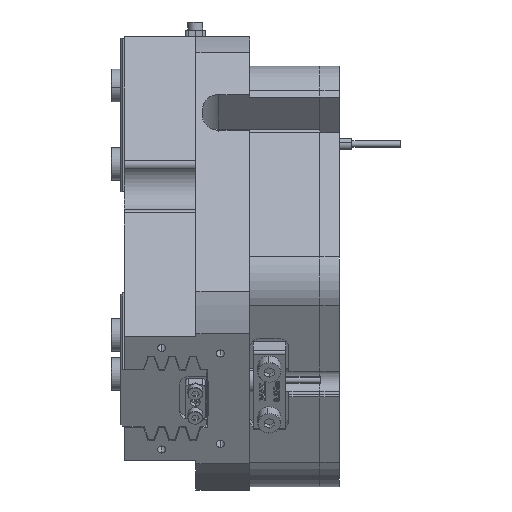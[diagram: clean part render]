
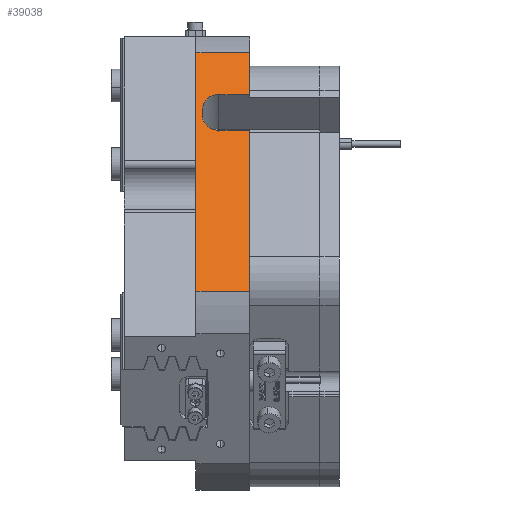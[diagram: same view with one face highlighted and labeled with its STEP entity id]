
A CAD part, left-side view. The second image highlights one B-rep face of the part: STEP entity #39038.
In plain terms, the highlighted planar face has unit normal (-0.866, 0, 0.5).
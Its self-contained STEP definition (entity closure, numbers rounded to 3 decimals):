
#1436 = CARTESIAN_POINT ( 'NONE',  ( -56.292, 38., 32.5 ) ) ;
#1497 = PLANE ( 'NONE',  #23962 ) ;
#3928 = DIRECTION ( 'NONE',  ( -0.5, 0., -0.866 ) ) ;
#4034 = EDGE_CURVE ( 'NONE', #15411, #52175, #9251, .T. ) ;
#4117 = VERTEX_POINT ( 'NONE', #12123 ) ;
#4707 = VECTOR ( 'NONE', #3928, 1000. ) ;
#7587 = CARTESIAN_POINT ( 'NONE',  ( -42.577, -388.642, 56.254 ) ) ;
#9251 =( BOUNDED_CURVE ( )  B_SPLINE_CURVE ( 3, ( #46666, #38222, #47040, #51268 ),
 .UNSPECIFIED., .F., .T. ) 
 B_SPLINE_CURVE_WITH_KNOTS ( ( 4, 4 ),
 ( 1.571, 3.142 ),
 .UNSPECIFIED. ) 
 CURVE ( )  GEOMETRIC_REPRESENTATION_ITEM ( )  RATIONAL_B_SPLINE_CURVE ( ( 1., 0.805, 0.805, 1. ) ) 
 REPRESENTATION_ITEM ( '' )  );
#9301 = VECTOR ( 'NONE', #11438, 1000. ) ;
#9544 = VECTOR ( 'NONE', #45041, 1000. ) ;
#9570 = ORIENTED_EDGE ( 'NONE', *, *, #33477, .F. ) ;
#10198 = EDGE_CURVE ( 'NONE', #36946, #28176, #33130, .T. ) ;
#11213 = DIRECTION ( 'NONE',  ( 0., 1., 0. ) ) ;
#11438 = DIRECTION ( 'NONE',  ( 0., -1., 0. ) ) ;
#12012 = VERTEX_POINT ( 'NONE', #26347 ) ;
#12123 = CARTESIAN_POINT ( 'NONE',  ( -48.886, 21.5, 45.327 ) ) ;
#12277 = LINE ( 'NONE', #21524, #4707 ) ;
#12782 = LINE ( 'NONE', #19376, #42245 ) ;
#13409 = LINE ( 'NONE', #45747, #40887 ) ;
#13882 = EDGE_CURVE ( 'NONE', #40005, #25537, #12277, .T. ) ;
#15411 = VERTEX_POINT ( 'NONE', #44817 ) ;
#15630 = CARTESIAN_POINT ( 'NONE',  ( -48.886, 31., 45.327 ) ) ;
#16528 = CARTESIAN_POINT ( 'NONE',  ( -48.886, 31., 45.327 ) ) ;
#16791 = CARTESIAN_POINT ( 'NONE',  ( -77.394, 21.5, -4.05 ) ) ;
#18070 = ORIENTED_EDGE ( 'NONE', *, *, #4034, .T. ) ;
#18990 = EDGE_CURVE ( 'NONE', #4117, #20302, #12782, .T. ) ;
#19376 = CARTESIAN_POINT ( 'NONE',  ( 0., 21.5, 130. ) ) ;
#19654 = CARTESIAN_POINT ( 'NONE',  ( -46.257, 36., 49.88 ) ) ;
#20302 = VERTEX_POINT ( 'NONE', #16791 ) ;
#20538 = LINE ( 'NONE', #7587, #43308 ) ;
#20891 = LINE ( 'NONE', #37705, #9301 ) ;
#21211 = EDGE_CURVE ( 'NONE', #36946, #4117, #55850, .T. ) ;
#21524 = CARTESIAN_POINT ( 'NONE',  ( 0., 21.5, 130. ) ) ;
#22612 = DIRECTION ( 'NONE',  ( -0.5, 0., -0.866 ) ) ;
#23962 = AXIS2_PLACEMENT_3D ( 'NONE', #45275, #41225, #40478 ) ;
#24112 = LINE ( 'NONE', #48223, #41998 ) ;
#24507 = ORIENTED_EDGE ( 'NONE', *, *, #41021, .F. ) ;
#25537 = VERTEX_POINT ( 'NONE', #54881 ) ;
#26196 = FACE_OUTER_BOUND ( 'NONE', #39734, .T. ) ;
#26347 = CARTESIAN_POINT ( 'NONE',  ( -77.394, 38., -4.05 ) ) ;
#28176 = VERTEX_POINT ( 'NONE', #19654 ) ;
#28894 = CARTESIAN_POINT ( 'NONE',  ( -48.886, -388.642, 45.327 ) ) ;
#30626 = EDGE_CURVE ( 'NONE', #12012, #20302, #20891, .T. ) ;
#31814 = VECTOR ( 'NONE', #50451, 1000. ) ;
#31815 = CARTESIAN_POINT ( 'NONE',  ( -35.189, 38., 69.05 ) ) ;
#33130 =( BOUNDED_CURVE ( )  B_SPLINE_CURVE ( 3, ( #15630, #50950, #38100, #37321 ),
 .UNSPECIFIED., .F., .F. ) 
 B_SPLINE_CURVE_WITH_KNOTS ( ( 4, 4 ),
 ( 3.142, 4.712 ),
 .UNSPECIFIED. ) 
 CURVE ( )  GEOMETRIC_REPRESENTATION_ITEM ( )  RATIONAL_B_SPLINE_CURVE ( ( 1., 0.805, 0.805, 1. ) ) 
 REPRESENTATION_ITEM ( '' )  );
#33477 = EDGE_CURVE ( 'NONE', #25537, #52175, #20538, .T. ) ;
#35054 = VERTEX_POINT ( 'NONE', #31815 ) ;
#36789 = EDGE_CURVE ( 'NONE', #40005, #35054, #13409, .T. ) ;
#36946 = VERTEX_POINT ( 'NONE', #16528 ) ;
#37321 = CARTESIAN_POINT ( 'NONE',  ( -46.257, 36., 49.88 ) ) ;
#37705 = CARTESIAN_POINT ( 'NONE',  ( -77.394, 60., -4.05 ) ) ;
#38100 = CARTESIAN_POINT ( 'NONE',  ( -47.797, 36., 47.213 ) ) ;
#38222 = CARTESIAN_POINT ( 'NONE',  ( -43.666, 36., 54.368 ) ) ;
#39038 = ADVANCED_FACE ( 'NONE', ( #26196 ), #1497, .T. ) ;
#39734 = EDGE_LOOP ( 'NONE', ( #9570, #45156, #54169, #24507, #41254, #43652, #44855, #46841, #39988, #18070 ) ) ;
#39988 = ORIENTED_EDGE ( 'NONE', *, *, #46939, .F. ) ;
#40005 = VERTEX_POINT ( 'NONE', #41668 ) ;
#40478 = DIRECTION ( 'NONE',  ( 0.5, 0., 0.866 ) ) ;
#40887 = VECTOR ( 'NONE', #11213, 1000. ) ;
#41021 = EDGE_CURVE ( 'NONE', #12012, #35054, #42533, .T. ) ;
#41225 = DIRECTION ( 'NONE',  ( -0.866, 0., 0.5 ) ) ;
#41254 = ORIENTED_EDGE ( 'NONE', *, *, #30626, .T. ) ;
#41668 = CARTESIAN_POINT ( 'NONE',  ( -35.189, 21.5, 69.05 ) ) ;
#41998 = VECTOR ( 'NONE', #22612, 1000. ) ;
#42245 = VECTOR ( 'NONE', #54560, 1000. ) ;
#42533 = LINE ( 'NONE', #1436, #9544 ) ;
#42919 = CARTESIAN_POINT ( 'NONE',  ( -42.577, 31., 56.254 ) ) ;
#43089 = DIRECTION ( 'NONE',  ( 0., 1., 0. ) ) ;
#43308 = VECTOR ( 'NONE', #43089, 1000. ) ;
#43652 = ORIENTED_EDGE ( 'NONE', *, *, #18990, .F. ) ;
#44817 = CARTESIAN_POINT ( 'NONE',  ( -45.206, 36., 51.701 ) ) ;
#44855 = ORIENTED_EDGE ( 'NONE', *, *, #21211, .F. ) ;
#45041 = DIRECTION ( 'NONE',  ( 0.5, 0., 0.866 ) ) ;
#45156 = ORIENTED_EDGE ( 'NONE', *, *, #13882, .F. ) ;
#45275 = CARTESIAN_POINT ( 'NONE',  ( 0., -388.642, 130. ) ) ;
#45747 = CARTESIAN_POINT ( 'NONE',  ( -35.189, 60., 69.05 ) ) ;
#46666 = CARTESIAN_POINT ( 'NONE',  ( -45.206, 36., 51.701 ) ) ;
#46841 = ORIENTED_EDGE ( 'NONE', *, *, #10198, .T. ) ;
#46939 = EDGE_CURVE ( 'NONE', #15411, #28176, #24112, .T. ) ;
#47040 = CARTESIAN_POINT ( 'NONE',  ( -42.577, 33.929, 56.254 ) ) ;
#48223 = CARTESIAN_POINT ( 'NONE',  ( 0., 36., 130. ) ) ;
#50451 = DIRECTION ( 'NONE',  ( 0., -1., 0. ) ) ;
#50950 = CARTESIAN_POINT ( 'NONE',  ( -48.886, 33.929, 45.327 ) ) ;
#51268 = CARTESIAN_POINT ( 'NONE',  ( -42.577, 31., 56.254 ) ) ;
#52175 = VERTEX_POINT ( 'NONE', #42919 ) ;
#54169 = ORIENTED_EDGE ( 'NONE', *, *, #36789, .T. ) ;
#54560 = DIRECTION ( 'NONE',  ( -0.5, 0., -0.866 ) ) ;
#54881 = CARTESIAN_POINT ( 'NONE',  ( -42.577, 21.5, 56.254 ) ) ;
#55850 = LINE ( 'NONE', #28894, #31814 ) ;
